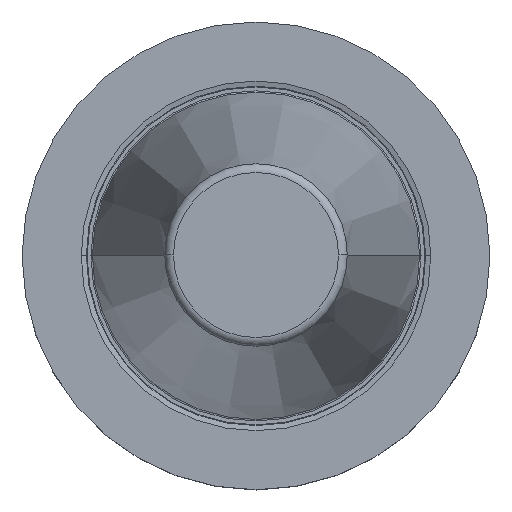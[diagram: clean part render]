
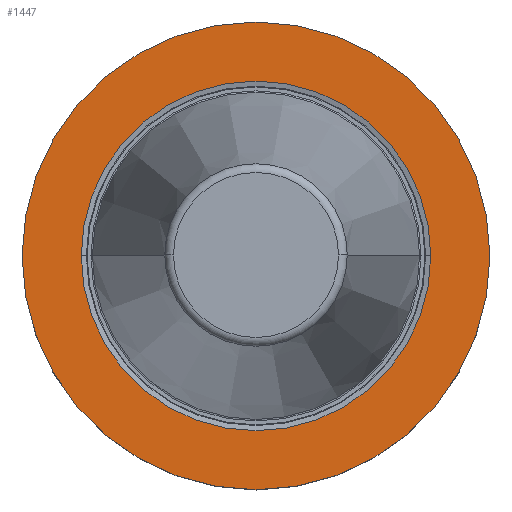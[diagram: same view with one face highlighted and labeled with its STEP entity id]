
A CAD part, top view. The second image highlights one B-rep face of the part: STEP entity #1447.
In plain terms, the highlighted planar face has unit normal (0, 0, 1).
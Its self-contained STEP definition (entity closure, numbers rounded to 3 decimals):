
#436=CARTESIAN_POINT('',(0.,0.,-3.2));
#437=DIRECTION('',(0.,0.,1.));
#438=DIRECTION('',(1.,0.,0.));
#439=AXIS2_PLACEMENT_3D('',#436,#437,#438);
#444=CARTESIAN_POINT('',(0.,0.,-3.2));
#445=DIRECTION('',(0.,0.,-1.));
#446=DIRECTION('',(1.,0.,0.));
#447=AXIS2_PLACEMENT_3D('',#444,#445,#446);
#452=CARTESIAN_POINT('',(0.,0.,-3.2));
#453=DIRECTION('',(0.,0.,1.));
#454=DIRECTION('',(1.,0.,0.));
#455=AXIS2_PLACEMENT_3D('',#452,#453,#454);
#460=CARTESIAN_POINT('',(0.,0.,-3.2));
#461=DIRECTION('',(0.,0.,1.));
#462=DIRECTION('',(-1.,0.,0.));
#463=AXIS2_PLACEMENT_3D('',#460,#461,#462);
#938=CARTESIAN_POINT('',(31.775,0.,-3.2));
#939=CARTESIAN_POINT('',(-31.775,0.,-3.2));
#940=VERTEX_POINT('',#938);
#941=VERTEX_POINT('',#939);
#1004=CARTESIAN_POINT('',(23.746,0.,-3.2));
#1005=VERTEX_POINT('',#1004);
#1008=CARTESIAN_POINT('',(-23.746,0.,-3.2));
#1009=VERTEX_POINT('',#1008);
#1432=CARTESIAN_POINT('',(0.,0.,-3.2));
#1433=DIRECTION('',(0.,0.,-1.));
#1434=DIRECTION('',(-1.,0.,0.));
#1435=AXIS2_PLACEMENT_3D('',#1432,#1433,#1434);
#1436=PLANE('',#1435);
#1437=ORIENTED_EDGE('',*,*,#1413,.F.);
#1438=ORIENTED_EDGE('',*,*,#1355,.T.);
#1439=EDGE_LOOP('',(#1437,#1438));
#1440=FACE_OUTER_BOUND('',#1439,.F.);
#1442=ORIENTED_EDGE('',*,*,#1441,.T.);
#1444=ORIENTED_EDGE('',*,*,#1443,.T.);
#1445=EDGE_LOOP('',(#1442,#1444));
#1446=FACE_BOUND('',#1445,.F.);
#1447=ADVANCED_FACE('',(#1440,#1446),#1436,.F.);
#440=CIRCLE('',#439,31.775);
#448=CIRCLE('',#447,31.775);
#456=CIRCLE('',#455,23.746);
#464=CIRCLE('',#463,23.746);
#1355=EDGE_CURVE('',#940,#941,#448,.T.);
#1413=EDGE_CURVE('',#940,#941,#440,.T.);
#1441=EDGE_CURVE('',#1005,#1009,#456,.T.);
#1443=EDGE_CURVE('',#1009,#1005,#464,.T.);
